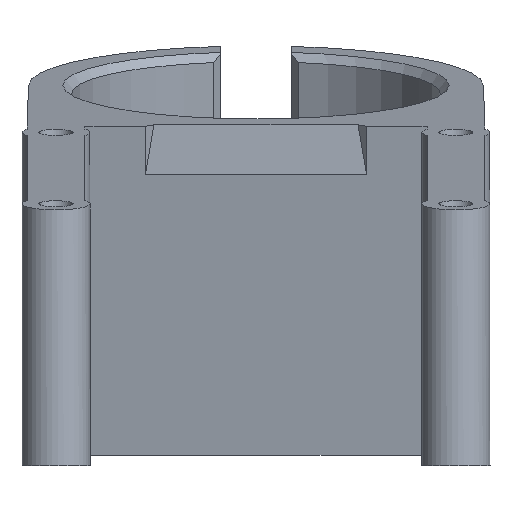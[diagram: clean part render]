
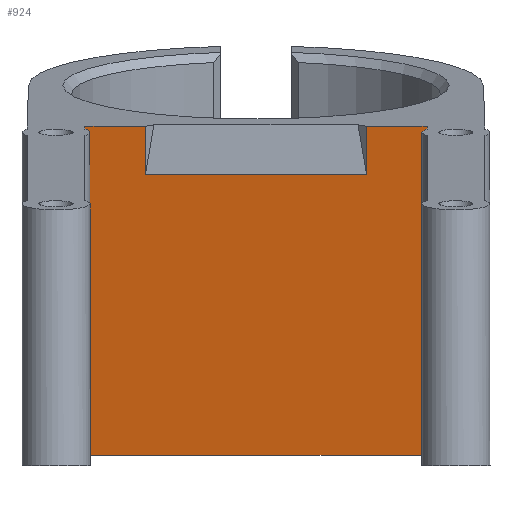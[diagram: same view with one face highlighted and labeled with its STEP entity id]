
A CAD part, front view. The second image highlights one B-rep face of the part: STEP entity #924.
In plain terms, the highlighted planar face has unit normal (0, -0.985, -0.174).
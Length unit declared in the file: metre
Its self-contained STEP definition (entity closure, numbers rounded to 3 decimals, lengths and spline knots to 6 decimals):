
#45=PLANE('',#1016);
#86=LINE('',#1360,#165);
#92=LINE('',#1373,#171);
#120=LINE('',#1464,#199);
#124=LINE('',#1473,#203);
#126=LINE('',#1477,#205);
#127=LINE('',#1480,#206);
#128=LINE('',#1481,#207);
#129=LINE('',#1482,#208);
#165=VECTOR('',#1099,1.);
#171=VECTOR('',#1105,1.);
#199=VECTOR('',#1181,1.);
#203=VECTOR('',#1189,1.);
#205=VECTOR('',#1195,1.);
#206=VECTOR('',#1196,1.);
#207=VECTOR('',#1197,1.);
#208=VECTOR('',#1198,1.);
#336=ORIENTED_EDGE('',*,*,#576,.F.);
#337=ORIENTED_EDGE('',*,*,#577,.T.);
#338=ORIENTED_EDGE('',*,*,#518,.T.);
#339=ORIENTED_EDGE('',*,*,#574,.T.);
#340=ORIENTED_EDGE('',*,*,#569,.F.);
#341=ORIENTED_EDGE('',*,*,#578,.F.);
#342=ORIENTED_EDGE('',*,*,#524,.T.);
#343=ORIENTED_EDGE('',*,*,#579,.T.);
#518=EDGE_CURVE('',#651,#652,#86,.T.);
#524=EDGE_CURVE('',#658,#657,#92,.T.);
#569=EDGE_CURVE('',#696,#697,#120,.T.);
#574=EDGE_CURVE('',#652,#697,#124,.T.);
#576=EDGE_CURVE('',#700,#701,#126,.T.);
#577=EDGE_CURVE('',#700,#651,#127,.T.);
#578=EDGE_CURVE('',#658,#696,#128,.T.);
#579=EDGE_CURVE('',#657,#701,#129,.T.);
#651=VERTEX_POINT('',#1361);
#652=VERTEX_POINT('',#1362);
#657=VERTEX_POINT('',#1372);
#658=VERTEX_POINT('',#1374);
#696=VERTEX_POINT('',#1463);
#697=VERTEX_POINT('',#1465);
#700=VERTEX_POINT('',#1478);
#701=VERTEX_POINT('',#1479);
#778=EDGE_LOOP('',(#336,#337,#338,#339,#340,#341,#342,#343));
#849=FACE_BOUND('',#778,.T.);
#924=ADVANCED_FACE('',(#849),#45,.F.);
#1016=AXIS2_PLACEMENT_3D('',#1476,#1193,#1194);
#1099=DIRECTION('',(-1.,0.,0.));
#1105=DIRECTION('',(-1.,0.,0.));
#1181=DIRECTION('',(-1.,0.,0.));
#1189=DIRECTION('',(0.,0.174,-0.985));
#1193=DIRECTION('',(0.,0.985,0.174));
#1194=DIRECTION('',(0.,-0.174,0.985));
#1195=DIRECTION('',(1.,0.,0.));
#1196=DIRECTION('',(0.,-0.174,0.985));
#1197=DIRECTION('',(0.,0.174,-0.985));
#1198=DIRECTION('',(0.,0.174,-0.985));
#1360=CARTESIAN_POINT('',(-0.000298,0.0278,0.01993));
#1361=CARTESIAN_POINT('',(-0.02025,0.0278,0.01993));
#1362=CARTESIAN_POINT('',(-0.0238,0.0278,0.01993));
#1372=CARTESIAN_POINT('',(-0.00725,0.0278,0.01993));
#1373=CARTESIAN_POINT('',(-0.000298,0.0278,0.01993));
#1374=CARTESIAN_POINT('',(-0.0037,0.0278,0.01993));
#1463=CARTESIAN_POINT('',(-0.0037,0.031208,0.000601));
#1464=CARTESIAN_POINT('',(-0.000298,0.031208,0.000601));
#1465=CARTESIAN_POINT('',(-0.0238,0.031208,0.000601));
#1473=CARTESIAN_POINT('',(-0.0238,0.029504,0.010266));
#1476=CARTESIAN_POINT('',(-0.000298,0.029504,0.010266));
#1477=CARTESIAN_POINT('',(-0.000298,0.0283,0.017095));
#1478=CARTESIAN_POINT('',(-0.02025,0.0283,0.017095));
#1479=CARTESIAN_POINT('',(-0.00725,0.0283,0.017095));
#1480=CARTESIAN_POINT('',(-0.02025,0.0278,0.01993));
#1481=CARTESIAN_POINT('',(-0.0037,0.029504,0.010266));
#1482=CARTESIAN_POINT('',(-0.00725,0.029504,0.010266));
